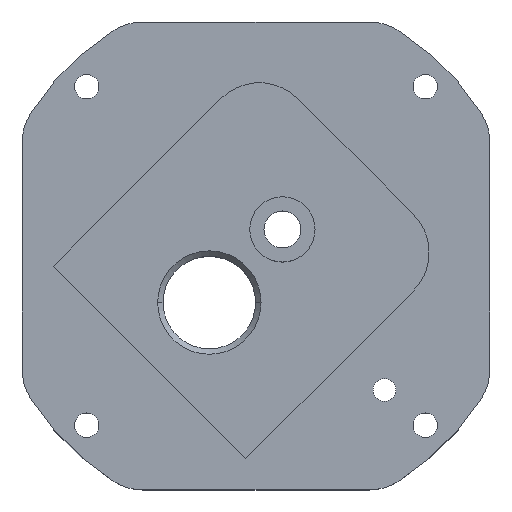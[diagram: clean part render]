
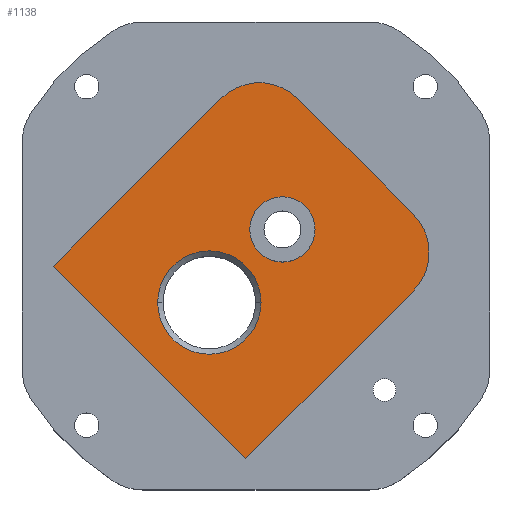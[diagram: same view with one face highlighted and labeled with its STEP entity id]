
A CAD part, top view. The second image highlights one B-rep face of the part: STEP entity #1138.
In plain terms, the highlighted planar face has unit normal (0, 0, 1).
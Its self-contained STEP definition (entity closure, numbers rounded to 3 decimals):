
#30 = CARTESIAN_POINT ( 'NONE',  ( -1.142, 4.858, 13. ) ) ;
#56 = DIRECTION ( 'NONE',  ( 0.707, -0.707, 0. ) ) ;
#75 = EDGE_CURVE ( 'NONE', #877, #960, #1125, .T. ) ;
#88 = ORIENTED_EDGE ( 'NONE', *, *, #195, .T. ) ;
#109 = EDGE_CURVE ( 'NONE', #798, #1594, #1241, .T. ) ;
#124 = LINE ( 'NONE', #828, #851 ) ;
#128 = DIRECTION ( 'NONE',  ( 0., 0., 1. ) ) ;
#133 = DIRECTION ( 'NONE',  ( 0., 0., 1. ) ) ;
#161 = VECTOR ( 'NONE', #1475, 1000. ) ;
#177 = DIRECTION ( 'NONE',  ( 1., 0., 0. ) ) ;
#184 = CIRCLE ( 'NONE', #287, 6. ) ;
#187 = DIRECTION ( 'NONE',  ( 0.707, 0.707, 0. ) ) ;
#195 = EDGE_CURVE ( 'NONE', #1594, #1675, #1389, .T. ) ;
#200 = FACE_OUTER_BOUND ( 'NONE', #837, .T. ) ;
#202 = AXIS2_PLACEMENT_3D ( 'NONE', #1486, #1344, #177 ) ;
#231 = DIRECTION ( 'NONE',  ( 0., 0., 1. ) ) ;
#268 = DIRECTION ( 'NONE',  ( 0., 0., 1. ) ) ;
#271 = CARTESIAN_POINT ( 'NONE',  ( 21.828, 0.615, 13. ) ) ;
#274 = DIRECTION ( 'NONE',  ( 1., 0., 0. ) ) ;
#287 = AXIS2_PLACEMENT_3D ( 'NONE', #1167, #231, #1659 ) ;
#288 = EDGE_LOOP ( 'NONE', ( #815, #839 ) ) ;
#335 = EDGE_LOOP ( 'NONE', ( #759, #1246 ) ) ;
#364 = EDGE_CURVE ( 'NONE', #1428, #781, #184, .T. ) ;
#391 = CARTESIAN_POINT ( 'NONE',  ( -6.456, 28.899, 13. ) ) ;
#405 = AXIS2_PLACEMENT_3D ( 'NONE', #709, #1621, #801 ) ;
#439 = VERTEX_POINT ( 'NONE', #1547 ) ;
#453 = ORIENTED_EDGE ( 'NONE', *, *, #75, .T. ) ;
#501 = CARTESIAN_POINT ( 'NONE',  ( -37.215, -1.86, 13. ) ) ;
#523 = EDGE_CURVE ( 'NONE', #439, #1007, #791, .T. ) ;
#561 = CARTESIAN_POINT ( 'NONE',  ( 28.899, 7.686, 13. ) ) ;
#591 = EDGE_CURVE ( 'NONE', #960, #798, #1044, .T. ) ;
#605 = CARTESIAN_POINT ( 'NONE',  ( 7.686, 28.899, 13. ) ) ;
#652 = AXIS2_PLACEMENT_3D ( 'NONE', #1295, #128, #1312 ) ;
#669 = EDGE_CURVE ( 'NONE', #1675, #1267, #124, .T. ) ;
#680 = EDGE_CURVE ( 'NONE', #1007, #439, #1473, .T. ) ;
#696 = PLANE ( 'NONE',  #202 ) ;
#709 = CARTESIAN_POINT ( 'NONE',  ( -8.577, -8.577, 13. ) ) ;
#715 = ORIENTED_EDGE ( 'NONE', *, *, #109, .T. ) ;
#759 = ORIENTED_EDGE ( 'NONE', *, *, #364, .F. ) ;
#761 = CARTESIAN_POINT ( 'NONE',  ( 28.899, -6.456, 13. ) ) ;
#781 = VERTEX_POINT ( 'NONE', #1517 ) ;
#791 = CIRCLE ( 'NONE', #1620, 9.5 ) ;
#798 = VERTEX_POINT ( 'NONE', #391 ) ;
#799 = ORIENTED_EDGE ( 'NONE', *, *, #669, .T. ) ;
#801 = DIRECTION ( 'NONE',  ( 1., 0., 0. ) ) ;
#815 = ORIENTED_EDGE ( 'NONE', *, *, #680, .T. ) ;
#828 = CARTESIAN_POINT ( 'NONE',  ( -1.86, -37.215, 13. ) ) ;
#837 = EDGE_LOOP ( 'NONE', ( #715, #88, #799, #1601, #453, #1224 ) ) ;
#839 = ORIENTED_EDGE ( 'NONE', *, *, #523, .T. ) ;
#851 = VECTOR ( 'NONE', #187, 1000. ) ;
#864 = AXIS2_PLACEMENT_3D ( 'NONE', #271, #133, #1177 ) ;
#877 = VERTEX_POINT ( 'NONE', #1145 ) ;
#960 = VERTEX_POINT ( 'NONE', #605 ) ;
#964 = EDGE_CURVE ( 'NONE', #781, #1428, #1509, .T. ) ;
#973 = CIRCLE ( 'NONE', #864, 10. ) ;
#978 = VECTOR ( 'NONE', #1364, 1000. ) ;
#1007 = VERTEX_POINT ( 'NONE', #1357 ) ;
#1037 = CARTESIAN_POINT ( 'NONE',  ( 0.615, 21.828, 13. ) ) ;
#1040 = VECTOR ( 'NONE', #56, 1000. ) ;
#1044 = CIRCLE ( 'NONE', #1308, 10. ) ;
#1125 = LINE ( 'NONE', #561, #161 ) ;
#1138 = ADVANCED_FACE ( 'NONE', ( #1346, #1414, #200 ), #696, .T. ) ;
#1145 = CARTESIAN_POINT ( 'NONE',  ( 28.899, 7.686, 13. ) ) ;
#1167 = CARTESIAN_POINT ( 'NONE',  ( 4.858, 4.858, 13. ) ) ;
#1177 = DIRECTION ( 'NONE',  ( 1., 0., 0. ) ) ;
#1179 = DIRECTION ( 'NONE',  ( 1., 0., 0. ) ) ;
#1224 = ORIENTED_EDGE ( 'NONE', *, *, #591, .T. ) ;
#1230 = CARTESIAN_POINT ( 'NONE',  ( -6.456, 28.899, 13. ) ) ;
#1241 = LINE ( 'NONE', #1230, #978 ) ;
#1246 = ORIENTED_EDGE ( 'NONE', *, *, #964, .F. ) ;
#1267 = VERTEX_POINT ( 'NONE', #761 ) ;
#1295 = CARTESIAN_POINT ( 'NONE',  ( 4.858, 4.858, 13. ) ) ;
#1308 = AXIS2_PLACEMENT_3D ( 'NONE', #1037, #268, #274 ) ;
#1312 = DIRECTION ( 'NONE',  ( 1., 0., 0. ) ) ;
#1344 = DIRECTION ( 'NONE',  ( 0., 0., 1. ) ) ;
#1346 = FACE_BOUND ( 'NONE', #288, .T. ) ;
#1356 = CARTESIAN_POINT ( 'NONE',  ( -37.215, -1.86, 13. ) ) ;
#1357 = CARTESIAN_POINT ( 'NONE',  ( 0.923, -8.577, 13. ) ) ;
#1364 = DIRECTION ( 'NONE',  ( -0.707, -0.707, 0. ) ) ;
#1389 = LINE ( 'NONE', #1356, #1040 ) ;
#1413 = CARTESIAN_POINT ( 'NONE',  ( -1.86, -37.215, 13. ) ) ;
#1414 = FACE_BOUND ( 'NONE', #335, .T. ) ;
#1428 = VERTEX_POINT ( 'NONE', #30 ) ;
#1447 = CARTESIAN_POINT ( 'NONE',  ( -8.577, -8.577, 13. ) ) ;
#1463 = DIRECTION ( 'NONE',  ( 0., 0., -1. ) ) ;
#1473 = CIRCLE ( 'NONE', #405, 9.5 ) ;
#1475 = DIRECTION ( 'NONE',  ( -0.707, 0.707, 0. ) ) ;
#1486 = CARTESIAN_POINT ( 'NONE',  ( 21.828, 0.615, 13. ) ) ;
#1509 = CIRCLE ( 'NONE', #652, 6. ) ;
#1517 = CARTESIAN_POINT ( 'NONE',  ( 10.858, 4.858, 13. ) ) ;
#1547 = CARTESIAN_POINT ( 'NONE',  ( -18.077, -8.577, 13. ) ) ;
#1594 = VERTEX_POINT ( 'NONE', #501 ) ;
#1601 = ORIENTED_EDGE ( 'NONE', *, *, #1603, .T. ) ;
#1603 = EDGE_CURVE ( 'NONE', #1267, #877, #973, .T. ) ;
#1620 = AXIS2_PLACEMENT_3D ( 'NONE', #1447, #1463, #1179 ) ;
#1621 = DIRECTION ( 'NONE',  ( 0., 0., -1. ) ) ;
#1659 = DIRECTION ( 'NONE',  ( 1., 0., 0. ) ) ;
#1675 = VERTEX_POINT ( 'NONE', #1413 ) ;
